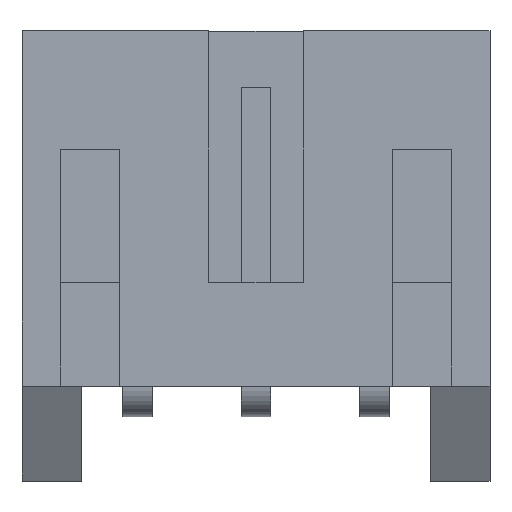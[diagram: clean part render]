
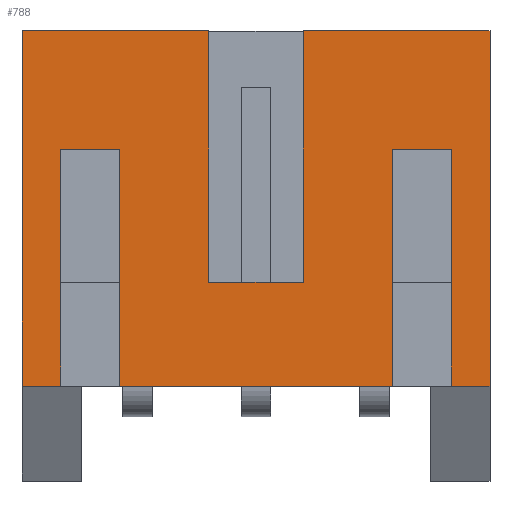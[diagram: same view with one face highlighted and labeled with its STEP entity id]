
A CAD part, top view. The second image highlights one B-rep face of the part: STEP entity #788.
In plain terms, the highlighted planar face has unit normal (0, 0, 1).
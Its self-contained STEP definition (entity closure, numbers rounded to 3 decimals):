
#168 = VERTEX_POINT('',#169);
#169 = CARTESIAN_POINT('',(3.95,0.26,4.95));
#175 = EDGE_CURVE('',#176,#168,#178,.T.);
#176 = VERTEX_POINT('',#177);
#177 = CARTESIAN_POINT('',(3.3,0.26,4.95));
#178 = LINE('',#179,#180);
#179 = CARTESIAN_POINT('',(-3.95,0.26,4.95));
#180 = VECTOR('',#181,1.);
#181 = DIRECTION('',(1.,0.,0.));
#200 = VERTEX_POINT('',#201);
#201 = CARTESIAN_POINT('',(2.3,0.26,4.95));
#207 = EDGE_CURVE('',#208,#200,#210,.T.);
#208 = VERTEX_POINT('',#209);
#209 = CARTESIAN_POINT('',(-2.3,0.26,4.95));
#210 = LINE('',#211,#212);
#211 = CARTESIAN_POINT('',(-3.95,0.26,4.95));
#212 = VECTOR('',#213,1.);
#213 = DIRECTION('',(1.,0.,0.));
#232 = VERTEX_POINT('',#233);
#233 = CARTESIAN_POINT('',(-3.3,0.26,4.95));
#239 = EDGE_CURVE('',#240,#232,#242,.T.);
#240 = VERTEX_POINT('',#241);
#241 = CARTESIAN_POINT('',(-3.95,0.26,4.95));
#242 = LINE('',#243,#244);
#243 = CARTESIAN_POINT('',(-3.95,0.26,4.95));
#244 = VECTOR('',#245,1.);
#245 = DIRECTION('',(1.,0.,0.));
#530 = EDGE_CURVE('',#531,#200,#533,.T.);
#531 = VERTEX_POINT('',#532);
#532 = CARTESIAN_POINT('',(2.3,4.26,4.95));
#533 = LINE('',#534,#535);
#534 = CARTESIAN_POINT('',(2.3,0.26,4.95));
#535 = VECTOR('',#536,1.);
#536 = DIRECTION('',(0.,-1.,0.));
#618 = EDGE_CURVE('',#240,#619,#621,.T.);
#619 = VERTEX_POINT('',#620);
#620 = CARTESIAN_POINT('',(-3.95,6.26,4.95));
#621 = LINE('',#622,#623);
#622 = CARTESIAN_POINT('',(-3.95,6.26,4.95));
#623 = VECTOR('',#624,1.);
#624 = DIRECTION('',(0.,1.,0.));
#691 = VERTEX_POINT('',#692);
#692 = CARTESIAN_POINT('',(-3.3,4.26,4.95));
#698 = EDGE_CURVE('',#691,#232,#699,.T.);
#699 = LINE('',#700,#701);
#700 = CARTESIAN_POINT('',(-3.3,4.26,4.95));
#701 = VECTOR('',#702,1.);
#702 = DIRECTION('',(0.,-1.,0.));
#788 = ADVANCED_FACE('',(#789),#871,.F.);
#789 = FACE_BOUND('',#790,.T.);
#790 = EDGE_LOOP('',(#791,#801,#809,#815,#816,#817,#818,#826,#832,#833,
    #834,#842,#848,#849,#857,#865));
#791 = ORIENTED_EDGE('',*,*,#792,.F.);
#792 = EDGE_CURVE('',#793,#795,#797,.T.);
#793 = VERTEX_POINT('',#794);
#794 = CARTESIAN_POINT('',(-0.8,2.01,4.95));
#795 = VERTEX_POINT('',#796);
#796 = CARTESIAN_POINT('',(0.8,2.01,4.95));
#797 = LINE('',#798,#799);
#798 = CARTESIAN_POINT('',(-0.8,2.01,4.95));
#799 = VECTOR('',#800,1.);
#800 = DIRECTION('',(1.,0.,0.));
#801 = ORIENTED_EDGE('',*,*,#802,.F.);
#802 = EDGE_CURVE('',#803,#793,#805,.T.);
#803 = VERTEX_POINT('',#804);
#804 = CARTESIAN_POINT('',(-0.8,6.26,4.95));
#805 = LINE('',#806,#807);
#806 = CARTESIAN_POINT('',(-0.8,6.26,4.95));
#807 = VECTOR('',#808,1.);
#808 = DIRECTION('',(0.,-1.,0.));
#809 = ORIENTED_EDGE('',*,*,#810,.F.);
#810 = EDGE_CURVE('',#619,#803,#811,.T.);
#811 = LINE('',#812,#813);
#812 = CARTESIAN_POINT('',(-3.95,6.26,4.95));
#813 = VECTOR('',#814,1.);
#814 = DIRECTION('',(1.,0.,0.));
#815 = ORIENTED_EDGE('',*,*,#618,.F.);
#816 = ORIENTED_EDGE('',*,*,#239,.T.);
#817 = ORIENTED_EDGE('',*,*,#698,.F.);
#818 = ORIENTED_EDGE('',*,*,#819,.F.);
#819 = EDGE_CURVE('',#820,#691,#822,.T.);
#820 = VERTEX_POINT('',#821);
#821 = CARTESIAN_POINT('',(-2.3,4.26,4.95));
#822 = LINE('',#823,#824);
#823 = CARTESIAN_POINT('',(-2.3,4.26,4.95));
#824 = VECTOR('',#825,1.);
#825 = DIRECTION('',(-1.,0.,0.));
#826 = ORIENTED_EDGE('',*,*,#827,.F.);
#827 = EDGE_CURVE('',#208,#820,#828,.T.);
#828 = LINE('',#829,#830);
#829 = CARTESIAN_POINT('',(-2.3,0.26,4.95));
#830 = VECTOR('',#831,1.);
#831 = DIRECTION('',(0.,1.,0.));
#832 = ORIENTED_EDGE('',*,*,#207,.T.);
#833 = ORIENTED_EDGE('',*,*,#530,.F.);
#834 = ORIENTED_EDGE('',*,*,#835,.F.);
#835 = EDGE_CURVE('',#836,#531,#838,.T.);
#836 = VERTEX_POINT('',#837);
#837 = CARTESIAN_POINT('',(3.3,4.26,4.95));
#838 = LINE('',#839,#840);
#839 = CARTESIAN_POINT('',(2.3,4.26,4.95));
#840 = VECTOR('',#841,1.);
#841 = DIRECTION('',(-1.,0.,0.));
#842 = ORIENTED_EDGE('',*,*,#843,.F.);
#843 = EDGE_CURVE('',#176,#836,#844,.T.);
#844 = LINE('',#845,#846);
#845 = CARTESIAN_POINT('',(3.3,4.26,4.95));
#846 = VECTOR('',#847,1.);
#847 = DIRECTION('',(0.,1.,0.));
#848 = ORIENTED_EDGE('',*,*,#175,.T.);
#849 = ORIENTED_EDGE('',*,*,#850,.T.);
#850 = EDGE_CURVE('',#168,#851,#853,.T.);
#851 = VERTEX_POINT('',#852);
#852 = CARTESIAN_POINT('',(3.95,6.26,4.95));
#853 = LINE('',#854,#855);
#854 = CARTESIAN_POINT('',(3.95,6.26,4.95));
#855 = VECTOR('',#856,1.);
#856 = DIRECTION('',(0.,1.,0.));
#857 = ORIENTED_EDGE('',*,*,#858,.F.);
#858 = EDGE_CURVE('',#859,#851,#861,.T.);
#859 = VERTEX_POINT('',#860);
#860 = CARTESIAN_POINT('',(0.8,6.26,4.95));
#861 = LINE('',#862,#863);
#862 = CARTESIAN_POINT('',(-3.95,6.26,4.95));
#863 = VECTOR('',#864,1.);
#864 = DIRECTION('',(1.,0.,0.));
#865 = ORIENTED_EDGE('',*,*,#866,.F.);
#866 = EDGE_CURVE('',#795,#859,#867,.T.);
#867 = LINE('',#868,#869);
#868 = CARTESIAN_POINT('',(0.8,6.26,4.95));
#869 = VECTOR('',#870,1.);
#870 = DIRECTION('',(0.,1.,0.));
#871 = PLANE('',#872);
#872 = AXIS2_PLACEMENT_3D('',#873,#874,#875);
#873 = CARTESIAN_POINT('',(-3.95,6.26,4.95));
#874 = DIRECTION('',(0.,0.,-1.));
#875 = DIRECTION('',(0.,-1.,0.));
